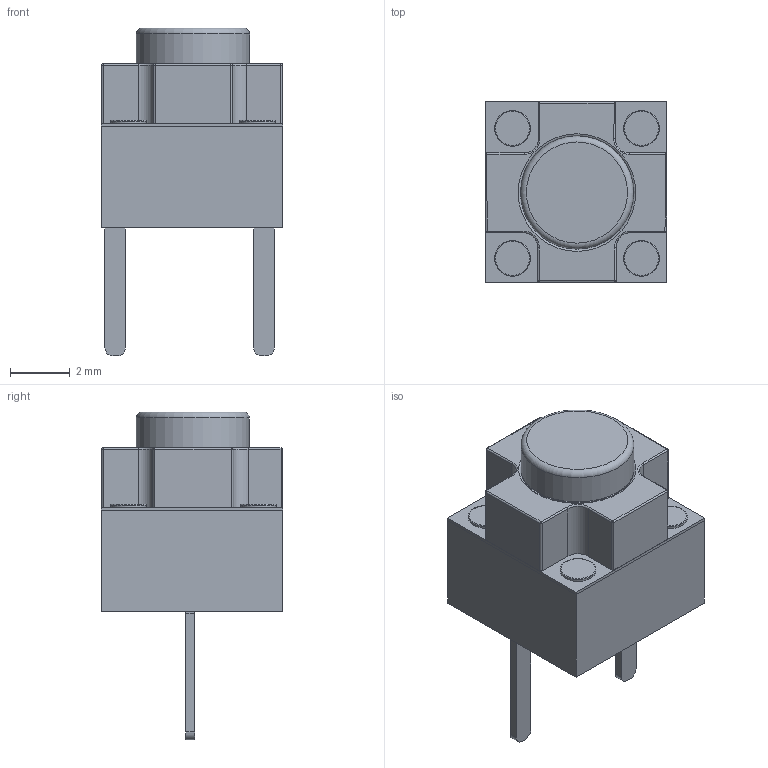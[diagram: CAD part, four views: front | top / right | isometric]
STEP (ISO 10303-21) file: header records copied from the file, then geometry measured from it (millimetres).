
FILE_DESCRIPTION(/* description */ (''),/* implementation_level */ '2;1');
FILE_NAME(/* name */ 'Mini push button switch.step',/* time_stamp */ '2021-09-17T03:19:18+03:00',/* author */ (''),/* organization */ (''),/* preprocessor_version */ 'ST-DEVELOPER v18.1',/* originating_system */ 'Autodesk Translation Framework v10.10.0.1391',/* authorisation */ '');
FILE_SCHEMA (('AUTOMOTIVE_DESIGN { 1 0 10303 214 3 1 1 }'));
Length unit declared in the file: millimetre
Products named in the file (1): Mini push button switch
Bounding box: 6.11 x 6.1 x 11.02 mm (x, y, z)
Volume: 177.9 mm3; surface area: 364.4 mm2
Topology: 9 solids, 9 shells, 105 faces, 219 edges, 133 vertices
Faces by surface type: plane 49, cylinder 38, torus 10, sphere 8
Full cylindrical faces by diameter (mm): 1.2 x4, 3.8 x2
Entity records: 2853 total; most frequent: DIRECTION 517, CARTESIAN_POINT 502, ORIENTED_EDGE 438, EDGE_CURVE 219, AXIS2_PLACEMENT_3D 196, VERTEX_POINT 133, LINE 125, VECTOR 125
